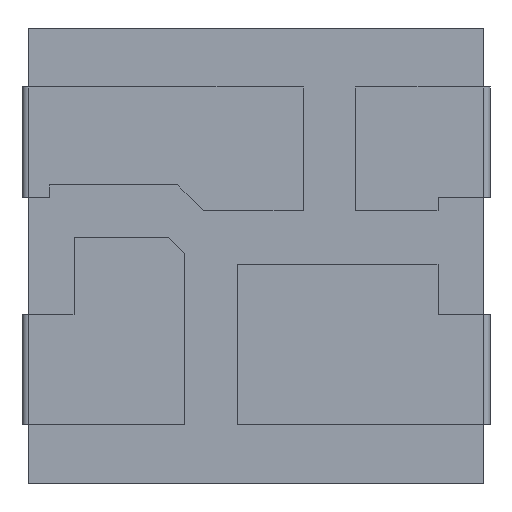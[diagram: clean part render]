
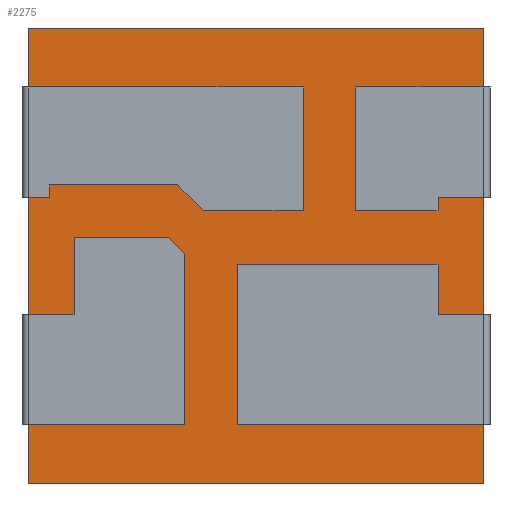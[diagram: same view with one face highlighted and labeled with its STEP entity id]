
A CAD part, front view. The second image highlights one B-rep face of the part: STEP entity #2275.
In plain terms, the highlighted planar face has unit normal (0, -1, 0).
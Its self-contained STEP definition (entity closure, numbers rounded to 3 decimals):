
#1950 = EDGE_CURVE('',#1951,#1953,#1955,.T.);
#1951 = VERTEX_POINT('',#1952);
#1952 = CARTESIAN_POINT('',(-1.75,0.05,-1.75));
#1953 = VERTEX_POINT('',#1954);
#1954 = CARTESIAN_POINT('',(-1.75,0.05,1.75));
#1955 = SURFACE_CURVE('',#1956,(#1960,#1972),.PCURVE_S1.);
#1956 = LINE('',#1957,#1958);
#1957 = CARTESIAN_POINT('',(-1.75,0.05,-1.75));
#1958 = VECTOR('',#1959,1.);
#1959 = DIRECTION('',(0.,0.,1.));
#1960 = PCURVE('',#1961,#1966);
#1961 = PLANE('',#1962);
#1962 = AXIS2_PLACEMENT_3D('',#1963,#1964,#1965);
#1963 = CARTESIAN_POINT('',(-1.75,0.3,-1.75));
#1964 = DIRECTION('',(1.,0.,0.));
#1965 = DIRECTION('',(0.,0.,-1.));
#1966 = DEFINITIONAL_REPRESENTATION('',(#1967),#1971);
#1967 = LINE('',#1968,#1969);
#1968 = CARTESIAN_POINT('',(0.,-0.25));
#1969 = VECTOR('',#1970,1.);
#1970 = DIRECTION('',(-1.,0.));
#1971 = ( GEOMETRIC_REPRESENTATION_CONTEXT(2) 
PARAMETRIC_REPRESENTATION_CONTEXT() REPRESENTATION_CONTEXT('2D SPACE',''
  ) );
#1972 = PCURVE('',#1973,#1978);
#1973 = PLANE('',#1974);
#1974 = AXIS2_PLACEMENT_3D('',#1975,#1976,#1977);
#1975 = CARTESIAN_POINT('',(0.,0.05,0.));
#1976 = DIRECTION('',(0.,1.,0.));
#1977 = DIRECTION('',(0.,-0.,1.));
#1978 = DEFINITIONAL_REPRESENTATION('',(#1979),#1983);
#1979 = LINE('',#1980,#1981);
#1980 = CARTESIAN_POINT('',(-1.75,-1.75));
#1981 = VECTOR('',#1982,1.);
#1982 = DIRECTION('',(1.,0.));
#1983 = ( GEOMETRIC_REPRESENTATION_CONTEXT(2) 
PARAMETRIC_REPRESENTATION_CONTEXT() REPRESENTATION_CONTEXT('2D SPACE',''
  ) );
#2001 = PLANE('',#2002);
#2002 = AXIS2_PLACEMENT_3D('',#2003,#2004,#2005);
#2003 = CARTESIAN_POINT('',(-1.75,0.3,1.75));
#2004 = DIRECTION('',(0.,0.,-1.));
#2005 = DIRECTION('',(-1.,0.,-0.));
#2055 = PLANE('',#2056);
#2056 = AXIS2_PLACEMENT_3D('',#2057,#2058,#2059);
#2057 = CARTESIAN_POINT('',(-1.75,0.3,-1.75));
#2058 = DIRECTION('',(0.,0.,1.));
#2059 = DIRECTION('',(1.,0.,-0.));
#2070 = EDGE_CURVE('',#1953,#2071,#2073,.T.);
#2071 = VERTEX_POINT('',#2072);
#2072 = CARTESIAN_POINT('',(1.75,0.05,1.75));
#2073 = SURFACE_CURVE('',#2074,(#2078,#2085),.PCURVE_S1.);
#2074 = LINE('',#2075,#2076);
#2075 = CARTESIAN_POINT('',(-1.75,0.05,1.75));
#2076 = VECTOR('',#2077,1.);
#2077 = DIRECTION('',(1.,0.,0.));
#2078 = PCURVE('',#2001,#2079);
#2079 = DEFINITIONAL_REPRESENTATION('',(#2080),#2084);
#2080 = LINE('',#2081,#2082);
#2081 = CARTESIAN_POINT('',(-0.,-0.25));
#2082 = VECTOR('',#2083,1.);
#2083 = DIRECTION('',(-1.,0.));
#2084 = ( GEOMETRIC_REPRESENTATION_CONTEXT(2) 
PARAMETRIC_REPRESENTATION_CONTEXT() REPRESENTATION_CONTEXT('2D SPACE',''
  ) );
#2085 = PCURVE('',#1973,#2086);
#2086 = DEFINITIONAL_REPRESENTATION('',(#2087),#2091);
#2087 = LINE('',#2088,#2089);
#2088 = CARTESIAN_POINT('',(1.75,-1.75));
#2089 = VECTOR('',#2090,1.);
#2090 = DIRECTION('',(0.,1.));
#2091 = ( GEOMETRIC_REPRESENTATION_CONTEXT(2) 
PARAMETRIC_REPRESENTATION_CONTEXT() REPRESENTATION_CONTEXT('2D SPACE',''
  ) );
#2109 = PLANE('',#2110);
#2110 = AXIS2_PLACEMENT_3D('',#2111,#2112,#2113);
#2111 = CARTESIAN_POINT('',(1.75,0.3,-1.75));
#2112 = DIRECTION('',(-1.,0.,0.));
#2113 = DIRECTION('',(0.,0.,1.));
#2151 = EDGE_CURVE('',#2071,#2152,#2154,.T.);
#2152 = VERTEX_POINT('',#2153);
#2153 = CARTESIAN_POINT('',(1.75,0.05,-1.75));
#2154 = SURFACE_CURVE('',#2155,(#2159,#2166),.PCURVE_S1.);
#2155 = LINE('',#2156,#2157);
#2156 = CARTESIAN_POINT('',(1.75,0.05,-1.75));
#2157 = VECTOR('',#2158,1.);
#2158 = DIRECTION('',(-0.,-0.,-1.));
#2159 = PCURVE('',#2109,#2160);
#2160 = DEFINITIONAL_REPRESENTATION('',(#2161),#2165);
#2161 = LINE('',#2162,#2163);
#2162 = CARTESIAN_POINT('',(0.,-0.25));
#2163 = VECTOR('',#2164,1.);
#2164 = DIRECTION('',(-1.,0.));
#2165 = ( GEOMETRIC_REPRESENTATION_CONTEXT(2) 
PARAMETRIC_REPRESENTATION_CONTEXT() REPRESENTATION_CONTEXT('2D SPACE',''
  ) );
#2166 = PCURVE('',#1973,#2167);
#2167 = DEFINITIONAL_REPRESENTATION('',(#2168),#2172);
#2168 = LINE('',#2169,#2170);
#2169 = CARTESIAN_POINT('',(-1.75,1.75));
#2170 = VECTOR('',#2171,1.);
#2171 = DIRECTION('',(-1.,0.));
#2172 = ( GEOMETRIC_REPRESENTATION_CONTEXT(2) 
PARAMETRIC_REPRESENTATION_CONTEXT() REPRESENTATION_CONTEXT('2D SPACE',''
  ) );
#2227 = EDGE_CURVE('',#2152,#1951,#2228,.T.);
#2228 = SURFACE_CURVE('',#2229,(#2233,#2240),.PCURVE_S1.);
#2229 = LINE('',#2230,#2231);
#2230 = CARTESIAN_POINT('',(-1.75,0.05,-1.75));
#2231 = VECTOR('',#2232,1.);
#2232 = DIRECTION('',(-1.,-0.,-0.));
#2233 = PCURVE('',#2055,#2234);
#2234 = DEFINITIONAL_REPRESENTATION('',(#2235),#2239);
#2235 = LINE('',#2236,#2237);
#2236 = CARTESIAN_POINT('',(0.,-0.25));
#2237 = VECTOR('',#2238,1.);
#2238 = DIRECTION('',(-1.,0.));
#2239 = ( GEOMETRIC_REPRESENTATION_CONTEXT(2) 
PARAMETRIC_REPRESENTATION_CONTEXT() REPRESENTATION_CONTEXT('2D SPACE',''
  ) );
#2240 = PCURVE('',#1973,#2241);
#2241 = DEFINITIONAL_REPRESENTATION('',(#2242),#2246);
#2242 = LINE('',#2243,#2244);
#2243 = CARTESIAN_POINT('',(-1.75,-1.75));
#2244 = VECTOR('',#2245,1.);
#2245 = DIRECTION('',(0.,-1.));
#2246 = ( GEOMETRIC_REPRESENTATION_CONTEXT(2) 
PARAMETRIC_REPRESENTATION_CONTEXT() REPRESENTATION_CONTEXT('2D SPACE',''
  ) );
#2275 = ADVANCED_FACE('',(#2276),#1973,.F.);
#2276 = FACE_BOUND('',#2277,.T.);
#2277 = EDGE_LOOP('',(#2278,#2279,#2280,#2281));
#2278 = ORIENTED_EDGE('',*,*,#1950,.F.);
#2279 = ORIENTED_EDGE('',*,*,#2227,.F.);
#2280 = ORIENTED_EDGE('',*,*,#2151,.F.);
#2281 = ORIENTED_EDGE('',*,*,#2070,.F.);
